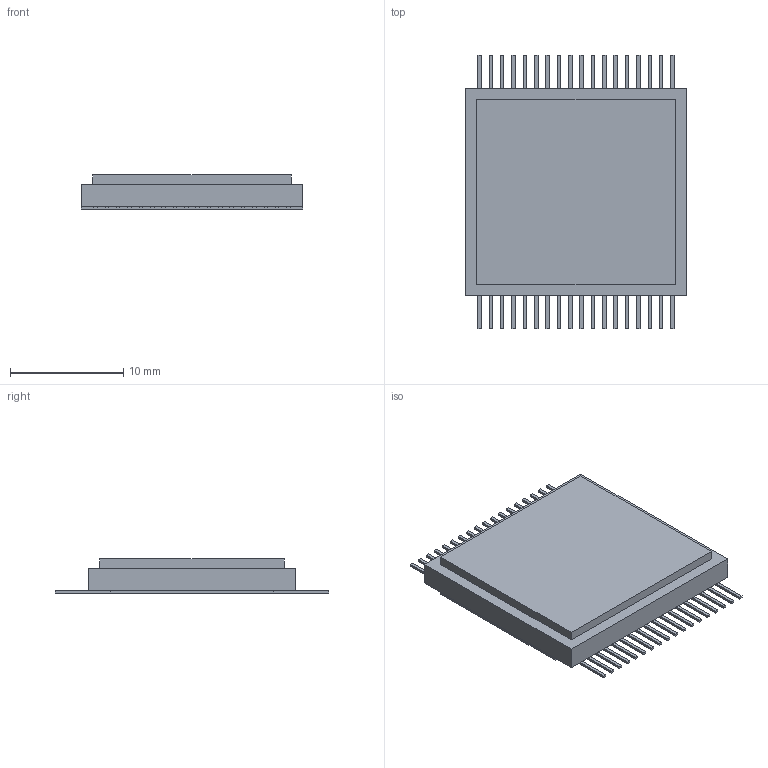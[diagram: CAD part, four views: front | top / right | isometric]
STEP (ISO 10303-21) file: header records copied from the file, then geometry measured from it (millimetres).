
FILE_DESCRIPTION (( 'STEP AP214' ), '1' );
FILE_NAME ('4149.36-1.STEP', '2025-01-31T09:06:19', ( '' ), ( '' ), 'SwSTEP 2.0', 'SolidWorks 2023', '' );
FILE_SCHEMA (( 'AUTOMOTIVE_DESIGN' ));
Length unit declared in the file: millimetre
Products named in the file (1): 4149.36-1
Bounding box: 19.5 x 24.1 x 3 mm (x, y, z)
Volume: 1008.3 mm3; surface area: 1670.9 mm2
Topology: 38 solids, 38 shells, 233 faces, 468 edges, 312 vertices
Faces by surface type: plane 233
Entity records: 8709 total; most frequent: CARTESIAN_POINT 1014, DIRECTION 936, ORIENTED_EDGE 936, EDGE_CURVE 468, VECTOR 468, LINE 468, VERTEX_POINT 312, UNCERTAINTY_MEASURE_WITH_UNIT 260
